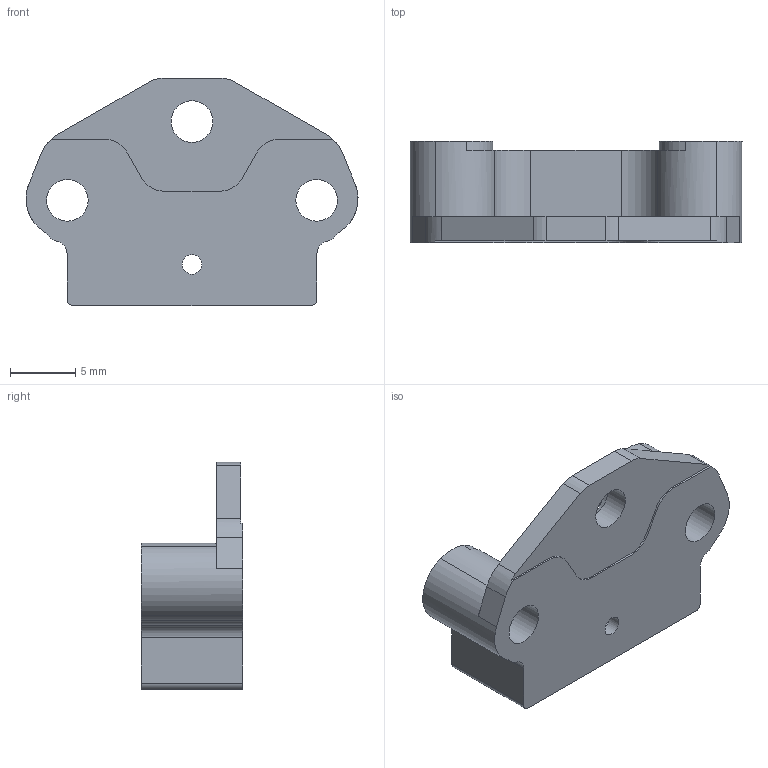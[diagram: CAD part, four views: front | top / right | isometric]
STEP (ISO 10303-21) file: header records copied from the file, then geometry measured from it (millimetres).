
FILE_DESCRIPTION(/* description */ (''),/* implementation_level */ '2;1');
FILE_NAME(/* name */ 'REV_C_TOP_PLATE.step',/* time_stamp */ '2024-06-14T13:43:46-04:00',/* author */ (''),/* organization */ (''),/* preprocessor_version */ 'ST-DEVELOPER v20',/* originating_system */ 'Autodesk Translation Framework v13.14.0.145',/* authorisation */ '');
FILE_SCHEMA (('AUTOMOTIVE_DESIGN { 1 0 10303 214 3 1 1 }'));
Length unit declared in the file: millimetre
Products named in the file (1): REV_C_TOP_PLATE
Bounding box: 25.49 x 7.8 x 17.45 mm (x, y, z)
Volume: 1168.1 mm3; surface area: 1471.6 mm2
Topology: 1 solids, 1 shells, 64 faces, 186 edges, 124 vertices
Faces by surface type: cylinder 36, plane 28
Full cylindrical faces by diameter (mm): 1.5 x1, 3.2 x3
Entity records: 2204 total; most frequent: DIRECTION 394, CARTESIAN_POINT 375, ORIENTED_EDGE 372, EDGE_CURVE 186, AXIS2_PLACEMENT_3D 143, VERTEX_POINT 124, LINE 108, VECTOR 108
